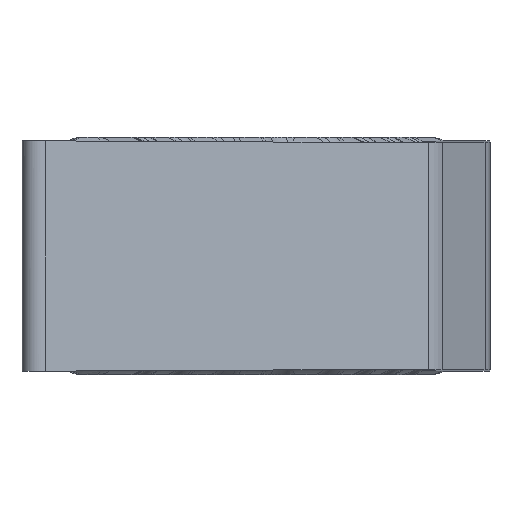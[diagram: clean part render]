
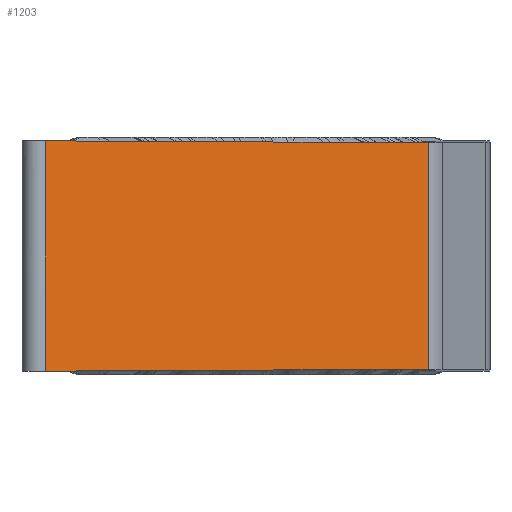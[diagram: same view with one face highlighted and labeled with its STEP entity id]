
A CAD part, left-side view. The second image highlights one B-rep face of the part: STEP entity #1203.
In plain terms, the highlighted planar face has unit normal (-0.819, -0.574, 0).
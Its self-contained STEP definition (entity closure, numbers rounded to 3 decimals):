
#666=PLANE('',#6698);
#680=FACE_OUTER_BOUND('',#1599,.T.);
#1042=LINE('',#10641,#1094);
#1052=LINE('',#10772,#1104);
#1094=VECTOR('',#7099,1.);
#1104=VECTOR('',#7127,1.);
#1203=ADVANCED_FACE('',(#680),#666,.F.);
#1599=EDGE_LOOP('',(#2226,#2227,#2228,#2229,#2230,#2231));
#2226=ORIENTED_EDGE('',*,*,#4865,.T.);
#2227=ORIENTED_EDGE('',*,*,#5017,.F.);
#2228=ORIENTED_EDGE('',*,*,#5042,.F.);
#2229=ORIENTED_EDGE('',*,*,#5043,.F.);
#2230=ORIENTED_EDGE('',*,*,#5041,.T.);
#2231=ORIENTED_EDGE('',*,*,#4866,.T.);
#4163=VERTEX_POINT('',#8980);
#4164=VERTEX_POINT('',#8985);
#4165=VERTEX_POINT('',#8990);
#4314=VERTEX_POINT('',#10642);
#4328=VERTEX_POINT('',#10761);
#4329=VERTEX_POINT('',#10778);
#4865=EDGE_CURVE('',#4164,#4163,#5934,.T.);
#4866=EDGE_CURVE('',#4165,#4164,#5935,.T.);
#5017=EDGE_CURVE('',#4314,#4163,#1042,.T.);
#5041=EDGE_CURVE('',#4328,#4165,#1052,.T.);
#5042=EDGE_CURVE('',#4329,#4314,#6096,.T.);
#5043=EDGE_CURVE('',#4328,#4329,#6097,.T.);
#5934=B_SPLINE_CURVE_WITH_KNOTS('',3,(#8981,#8982,#8983,#8984),
 .UNSPECIFIED.,.F.,.F.,(4,4),(0.,1.),.UNSPECIFIED.);
#5935=B_SPLINE_CURVE_WITH_KNOTS('',3,(#8986,#8987,#8988,#8989),
 .UNSPECIFIED.,.F.,.F.,(4,4),(0.,1.),.UNSPECIFIED.);
#6096=B_SPLINE_CURVE_WITH_KNOTS('',3,(#10774,#10775,#10776,#10777),
 .UNSPECIFIED.,.F.,.F.,(4,4),(0.,1.),.UNSPECIFIED.);
#6097=B_SPLINE_CURVE_WITH_KNOTS('',3,(#10779,#10780,#10781,#10782,#10783,
#10784,#10785,#10786,#10787,#10788,#10789,#10790,#10791,#10792,#10793,#10794,
#10795),.UNSPECIFIED.,.F.,.F.,(4,1,1,1,1,1,1,1,1,1,1,1,1,1,4),(0.,0.,
0.002,0.003,0.004,0.025,
0.048,0.137,0.317,0.496,
0.675,0.854,0.944,0.989,
1.),.UNSPECIFIED.);
#6698=AXIS2_PLACEMENT_3D('',#10796,#7130,#7131);
#7099=DIRECTION('',(0.,0.,-1.));
#7127=DIRECTION('',(0.,0.,-1.));
#7130=DIRECTION('',(0.819,0.574,0.));
#7131=DIRECTION('',(-0.574,0.819,0.));
#8980=CARTESIAN_POINT('',(-4.479,-4.675,-6.306));
#8981=CARTESIAN_POINT('',(-5.772,-2.827,-6.307));
#8982=CARTESIAN_POINT('',(-5.341,-3.443,-6.304));
#8983=CARTESIAN_POINT('',(-4.91,-4.059,-6.306));
#8984=CARTESIAN_POINT('',(-4.479,-4.675,-6.306));
#8985=CARTESIAN_POINT('',(-5.772,-2.827,-6.307));
#8986=CARTESIAN_POINT('',(-11.758,5.721,-6.35));
#8987=CARTESIAN_POINT('',(-9.762,2.871,-6.336));
#8988=CARTESIAN_POINT('',(-7.767,0.022,-6.321));
#8989=CARTESIAN_POINT('',(-5.772,-2.827,-6.307));
#8990=CARTESIAN_POINT('',(-11.757,5.721,-6.35));
#10641=CARTESIAN_POINT('',(-4.479,-4.675,0.15));
#10642=CARTESIAN_POINT('',(-4.479,-4.675,-0.144));
#10761=CARTESIAN_POINT('',(-11.757,5.721,-0.1));
#10772=CARTESIAN_POINT('',(-11.758,5.721,0.15));
#10774=CARTESIAN_POINT('',(-5.772,-2.827,-0.143));
#10775=CARTESIAN_POINT('',(-5.341,-3.443,-0.146));
#10776=CARTESIAN_POINT('',(-4.91,-4.059,-0.144));
#10777=CARTESIAN_POINT('',(-4.479,-4.675,-0.144));
#10778=CARTESIAN_POINT('',(-5.772,-2.827,-0.143));
#10779=CARTESIAN_POINT('',(-11.757,5.721,-0.1));
#10780=CARTESIAN_POINT('',(-11.757,5.72,-0.1));
#10781=CARTESIAN_POINT('',(-11.754,5.716,-0.1));
#10782=CARTESIAN_POINT('',(-11.748,5.707,-0.1));
#10783=CARTESIAN_POINT('',(-11.741,5.697,-0.1));
#10784=CARTESIAN_POINT('',(-11.693,5.629,-0.1));
#10785=CARTESIAN_POINT('',(-11.604,5.501,-0.101));
#10786=CARTESIAN_POINT('',(-11.337,5.12,-0.103));
#10787=CARTESIAN_POINT('',(-10.756,4.291,-0.107));
#10788=CARTESIAN_POINT('',(-9.862,3.014,-0.114));
#10789=CARTESIAN_POINT('',(-8.789,1.482,-0.121));
#10790=CARTESIAN_POINT('',(-7.717,-0.05,-0.129));
#10791=CARTESIAN_POINT('',(-6.823,-1.327,-0.136));
#10792=CARTESIAN_POINT('',(-6.197,-2.221,-0.14));
#10793=CARTESIAN_POINT('',(-5.906,-2.636,-0.142));
#10794=CARTESIAN_POINT('',(-5.795,-2.795,-0.143));
#10795=CARTESIAN_POINT('',(-5.772,-2.827,-0.143));
#10796=CARTESIAN_POINT('',(-4.479,-4.675,0.15));
